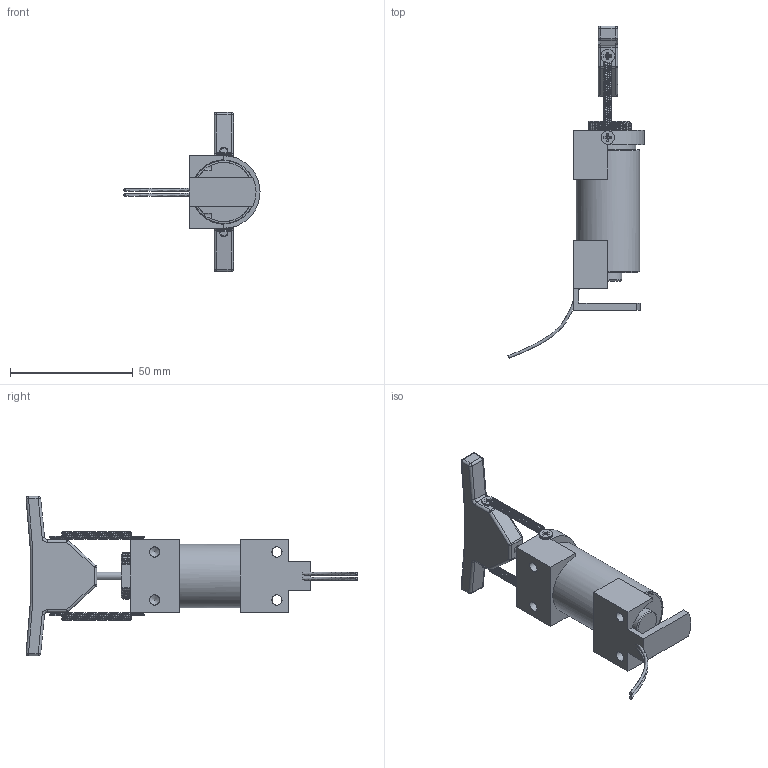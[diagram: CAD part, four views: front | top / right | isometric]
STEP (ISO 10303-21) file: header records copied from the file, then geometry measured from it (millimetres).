
FILE_DESCRIPTION(/* description */ ('STEP AP242','CAx-IF Rec.Pracs.---Representation and Presentation of Product Manufacturing Information (PMI)---4.0---2014-10-13','CAx-IF Rec.Pracs.---3D Tessellated Geometry---0.4---2014-09-14','2;1'),/* implementation_level */ '2;1');
FILE_NAME(/* name */ '675bfb927e278a519e62fde6',/* time_stamp */ '2024-12-13T09:17:07Z',/* author */ (''),/* organization */ (''),/* preprocessor_version */ 'ST-DEVELOPER v20',/* originating_system */ 'ONSHAPE BY PTC INC, 1.190',/* authorisation */ ' ');
FILE_SCHEMA (('AP242_MANAGED_MODEL_BASED_3D_ENGINEERING_MIM_LF { 1 0 10303 442 1 1 4 }'));
Products named in the file (8): Kicker_Assembly; PH Countersunk flat head screw M3x0.5 x 6; Part 2; Part 7; 195207-228; Part 6; Part 8; Part 5
Assembly tree (12 placements, depth 2):
  Kicker_Assembly
    PH Countersunk flat head screw M3x0.5 x 6  x6
    Part 2
    Part 7
    195207-228
    Part 6
    Part 8
    Part 5
Bounding box: 55.57 x 135.42 x 65 mm (x, y, z)
Volume: 45705.4 mm3; surface area: 18479.3 mm2
Topology: 12 solids, 12 shells, 392 faces, 1034 edges, 652 vertices
Faces by surface type: plane 202, cylinder 95, bspline 32, cone 27, torus 20, sphere 16
Full cylindrical faces by diameter (mm): 3 x6, 3.18 x1, 3.38 x1, 4.2 x8, 5.5 x6, 11.503 x1, 19.595 x1, 22.947 x1, 25.91 x1
Entity records: 34828 total; most frequent: CARTESIAN_POINT 29615, ORIENTED_EDGE 1058, DIRECTION 947, EDGE_CURVE 529, AXIS2_PLACEMENT_3D 358, VERTEX_POINT 354, FACE_BOUND 289, EDGE_LOOP 284
